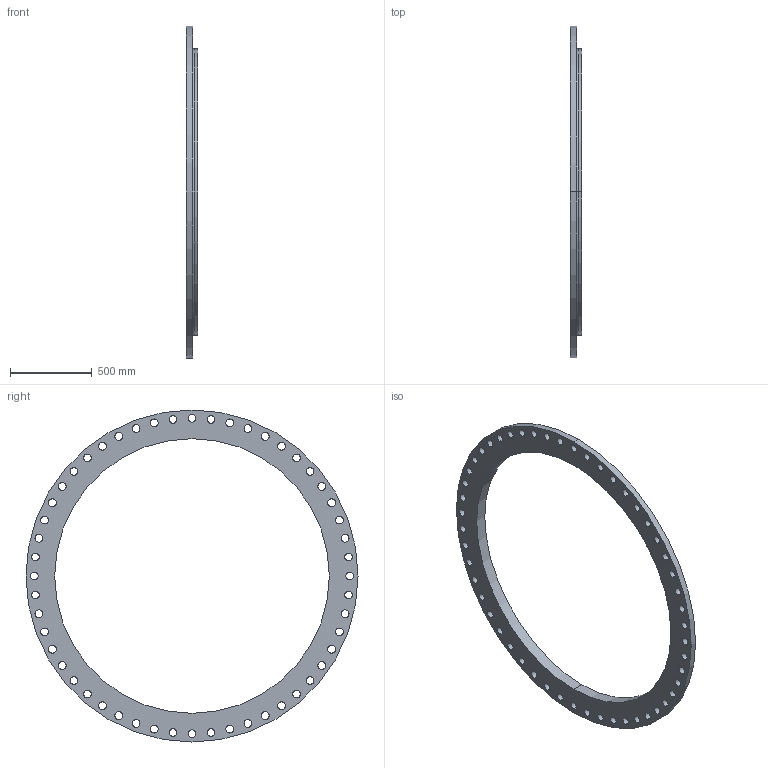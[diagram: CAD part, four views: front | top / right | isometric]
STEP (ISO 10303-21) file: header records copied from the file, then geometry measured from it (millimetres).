
FILE_DESCRIPTION (( 'STEP AP203' ), '1' );
FILE_NAME ('66_CLD_C207_FF_SOF.STEP', '2024-01-12T03:48:23', ( '' ), ( '' ), 'SwSTEP 2.0', 'SolidWorks 2023', '' );
FILE_SCHEMA (( 'CONFIG_CONTROL_DESIGN' ));
Length unit declared in the file: inch
Products named in the file (1): 66_CLD_C207_FF_SOF
Bounding box: 69.85 x 2032 x 2032 mm (x, y, z)
Volume: 41715973.3 mm3; surface area: 2918204 mm2
Topology: 1 solids, 1 shells, 115 faces, 334 edges, 222 vertices
Faces by surface type: cylinder 110, plane 3, torus 2
Entity records: 4227 total; most frequent: DIRECTION 790, CARTESIAN_POINT 672, ORIENTED_EDGE 668, AXIS2_PLACEMENT_3D 340, EDGE_CURVE 334, CIRCLE 224, VERTEX_POINT 222, EDGE_LOOP 222
